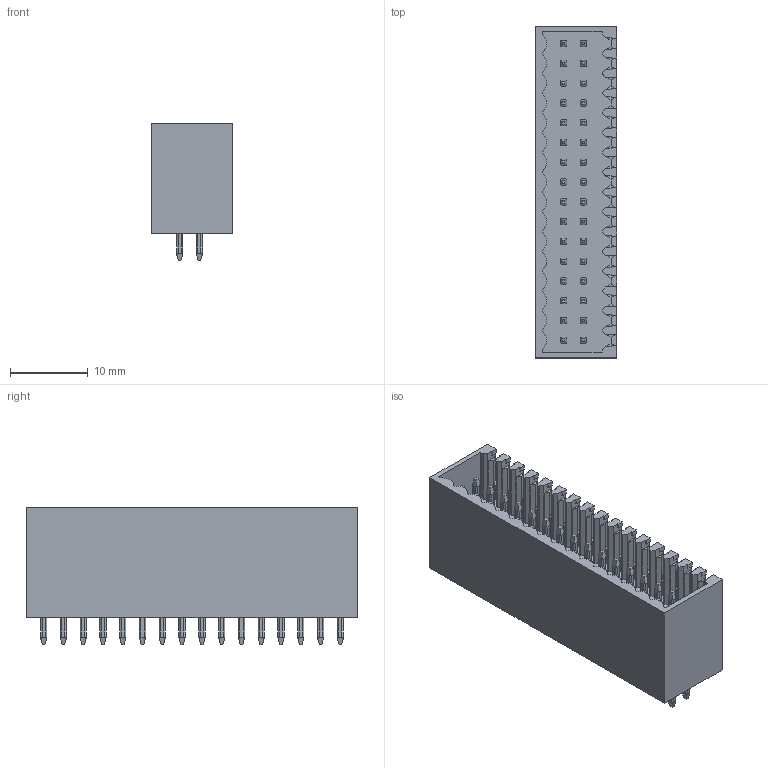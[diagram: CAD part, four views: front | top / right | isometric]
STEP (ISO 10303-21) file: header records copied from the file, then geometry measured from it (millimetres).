
FILE_DESCRIPTION((''),'2;1');
FILE_NAME('TLPHDC-020V','2024-10-16T16:30:22',('tluser'),(''),'CREO PARAMETRIC BY PTC INC, 2018100','CREO PARAMETRIC BY PTC INC, 2018100','');
FILE_SCHEMA(('CONFIG_CONTROL_DESIGN'));
Length unit declared in the file: millimetre
Products named in the file (1): TLPHDC-020V
Bounding box: 10.5 x 42.6 x 17.7 mm (x, y, z)
Volume: 4068.7 mm3; surface area: 3947.3 mm2
Topology: 1 solids, 1 shells, 1194 faces, 3352 edges, 2224 vertices
Faces by surface type: plane 922, cylinder 272
Entity records: 38822 total; most frequent: CARTESIAN_POINT 8690, ORIENTED_EDGE 6704, DIRECTION 5516, EDGE_CURVE 3352, VECTOR 2552, LINE 2552, VERTEX_POINT 2224, AXIS2_PLACEMENT_3D 1482
